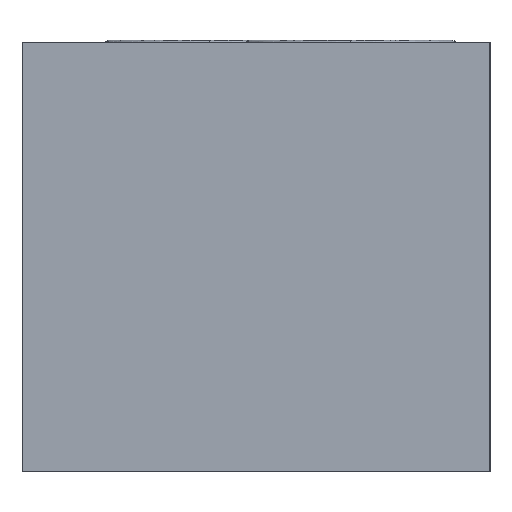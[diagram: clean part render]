
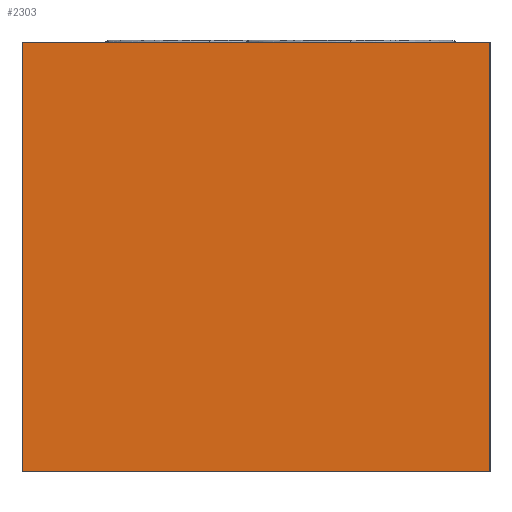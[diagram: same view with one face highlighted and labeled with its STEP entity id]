
A CAD part, left-side view. The second image highlights one B-rep face of the part: STEP entity #2303.
In plain terms, the highlighted planar face has unit normal (-1, 0, 0).
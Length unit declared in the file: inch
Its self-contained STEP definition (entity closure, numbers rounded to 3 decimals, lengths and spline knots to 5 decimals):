
#1=DIRECTION('',(0.,-1.,0.));
#2=VECTOR('',#1,3.);
#3=CARTESIAN_POINT('',(0.,0.,0.));
#4=LINE('',#3,#2);
#77=DIRECTION('',(0.,0.,1.));
#78=VECTOR('',#77,2.75);
#79=CARTESIAN_POINT('',(0.,0.,0.));
#80=LINE('',#79,#78);
#109=DIRECTION('',(0.,0.,1.));
#110=VECTOR('',#109,2.75);
#111=CARTESIAN_POINT('',(0.,-3.,0.));
#112=LINE('',#111,#110);
#113=DIRECTION('',(0.,-1.,0.));
#114=VECTOR('',#113,3.);
#115=CARTESIAN_POINT('',(0.,0.,2.75));
#116=LINE('',#115,#114);
#1947=CARTESIAN_POINT('',(0.,0.,0.));
#1948=CARTESIAN_POINT('',(0.,-3.,0.));
#1949=VERTEX_POINT('',#1947);
#1950=VERTEX_POINT('',#1948);
#1955=CARTESIAN_POINT('',(0.,0.,2.75));
#1956=CARTESIAN_POINT('',(0.,-3.,2.75));
#1957=VERTEX_POINT('',#1955);
#1958=VERTEX_POINT('',#1956);
#2289=CARTESIAN_POINT('',(0.,0.,0.));
#2290=DIRECTION('',(-1.,0.,0.));
#2291=DIRECTION('',(0.,-1.,0.));
#2292=AXIS2_PLACEMENT_3D('',#2289,#2290,#2291);
#2293=PLANE('',#2292);
#2294=ORIENTED_EDGE('',*,*,#2242,.F.);
#2296=ORIENTED_EDGE('',*,*,#2295,.T.);
#2298=ORIENTED_EDGE('',*,*,#2297,.T.);
#2300=ORIENTED_EDGE('',*,*,#2299,.F.);
#2301=EDGE_LOOP('',(#2294,#2296,#2298,#2300));
#2302=FACE_OUTER_BOUND('',#2301,.F.);
#2303=ADVANCED_FACE('',(#2302),#2293,.T.);
#2242=EDGE_CURVE('',#1949,#1950,#4,.T.);
#2295=EDGE_CURVE('',#1949,#1957,#80,.T.);
#2297=EDGE_CURVE('',#1957,#1958,#116,.T.);
#2299=EDGE_CURVE('',#1950,#1958,#112,.T.);
